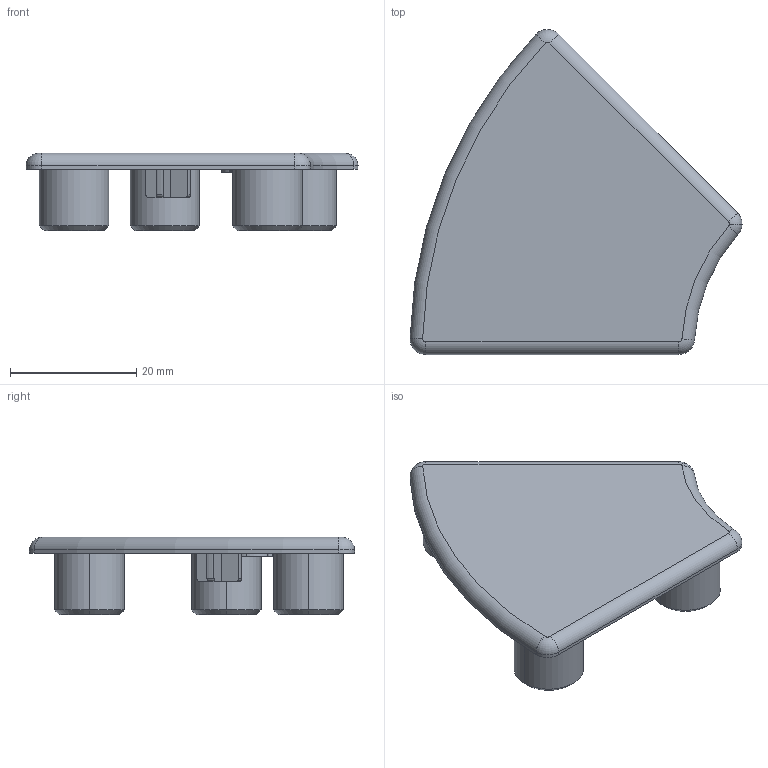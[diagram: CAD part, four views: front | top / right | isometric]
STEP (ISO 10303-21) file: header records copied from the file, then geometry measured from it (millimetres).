
FILE_DESCRIPTION (( 'STEP AP203' ), '1' );
FILE_NAME ('084.201.049.STEP', '2013-01-24T13:23:16', ( 'Alusic' ), ( 'Alusic' ), 'SwSTEP 2.0', 'SolidWorks 2011', '' );
FILE_SCHEMA (( 'CONFIG_CONTROL_DESIGN' ));
Length unit declared in the file: millimetre
Products named in the file (1): 084.201.049
Bounding box: 52.54 x 51.45 x 12.25 mm (x, y, z)
Volume: 5508.3 mm3; surface area: 6417.5 mm2
Topology: 1 solids, 1 shells, 104 faces, 249 edges, 155 vertices
Faces by surface type: cylinder 29, bspline 24, plane 23, torus 20, cone 8
Entity records: 3247 total; most frequent: CARTESIAN_POINT 861, ORIENTED_EDGE 498, DIRECTION 448, EDGE_CURVE 249, AXIS2_PLACEMENT_3D 174, VERTEX_POINT 155, EDGE_LOOP 112, ADVANCED_FACE 104
